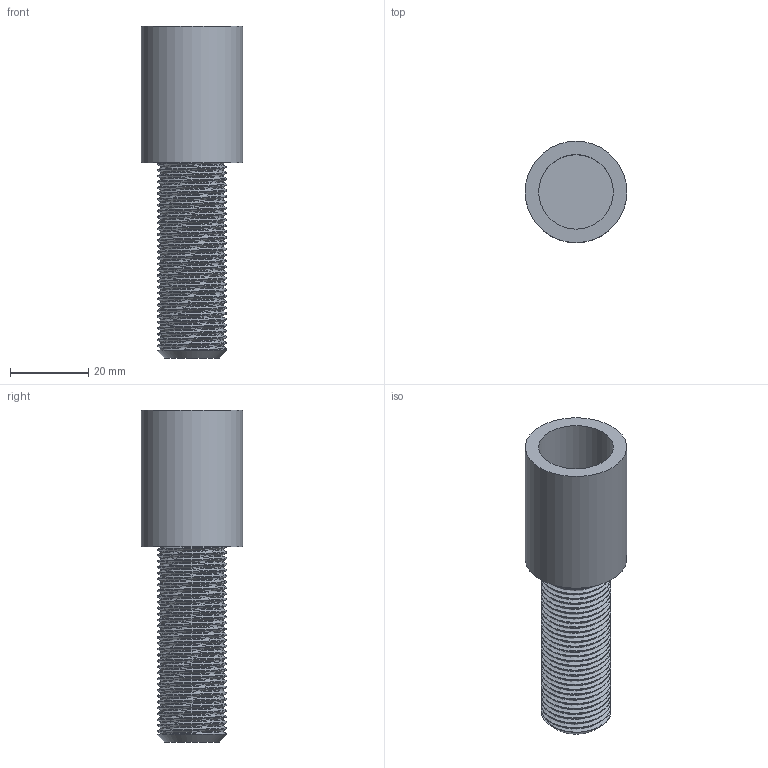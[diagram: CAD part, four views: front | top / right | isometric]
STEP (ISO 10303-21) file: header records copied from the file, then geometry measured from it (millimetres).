
FILE_DESCRIPTION(/* description */ (''),/* implementation_level */ '2;1');
FILE_NAME(/* name */ 'adaptation bras v1.step',/* time_stamp */ '2022-08-05T10:48:49+02:00',/* author */ (''),/* organization */ (''),/* preprocessor_version */ 'ST-DEVELOPER v19',/* originating_system */ 'Autodesk Translation Framework v11.7.0.108',/* authorisation */ '');
FILE_SCHEMA (('AUTOMOTIVE_DESIGN { 1 0 10303 214 3 1 1 }'));
Length unit declared in the file: millimetre
Products named in the file (1): adaptation bras
Bounding box: 26 x 26 x 85 mm (x, y, z)
Volume: 21232.6 mm3; surface area: 10062.2 mm2
Topology: 1 solids, 1 shells, 76 faces, 214 edges, 142 vertices
Faces by surface type: cylinder 68, plane 5, bspline 2, cone 1
Full cylindrical faces by diameter (mm): 16.137 x31, 17.85 x31, 19.1 x1, 26 x1
Entity records: 9524 total; most frequent: CARTESIAN_POINT 7789, ORIENTED_EDGE 428, DIRECTION 239, EDGE_CURVE 214, VERTEX_POINT 142, B_SPLINE_CURVE_WITH_KNOTS 136, AXIS2_PLACEMENT_3D 86, EDGE_LOOP 78
